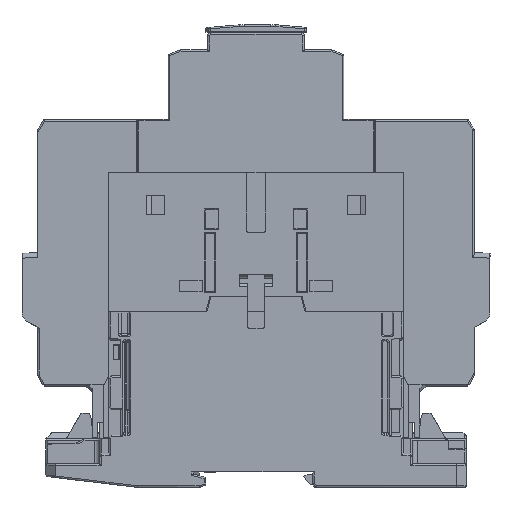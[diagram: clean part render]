
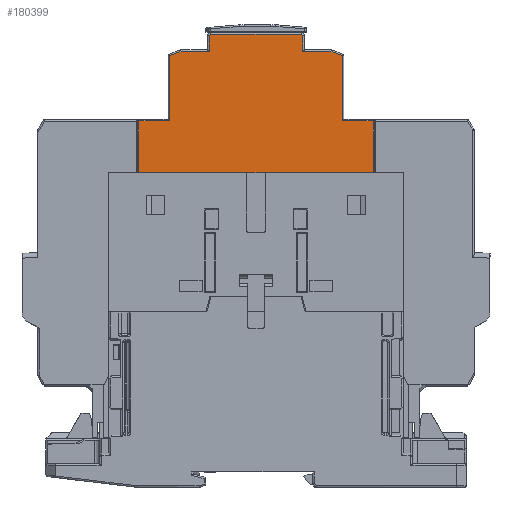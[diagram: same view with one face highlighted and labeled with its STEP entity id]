
A CAD part, left-side view. The second image highlights one B-rep face of the part: STEP entity #180399.
In plain terms, the highlighted planar face has unit normal (-1, 0, 0).
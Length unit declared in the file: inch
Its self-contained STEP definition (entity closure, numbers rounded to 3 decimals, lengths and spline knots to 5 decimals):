
#505 = DIRECTION ( 'NONE',  ( 0., 0.936, 0.351 ) ) ;
#1947 = VECTOR ( 'NONE', #17125, 39.37008 ) ;
#1985 = ORIENTED_EDGE ( 'NONE', *, *, #126376, .T. ) ;
#3052 = VERTEX_POINT ( 'NONE', #160090 ) ;
#3469 = CARTESIAN_POINT ( 'NONE',  ( -1.601, -1.07874, 2.74128 ) ) ;
#5010 = CARTESIAN_POINT ( 'NONE',  ( -1.601, -1.46457, 2.74128 ) ) ;
#10095 = CARTESIAN_POINT ( 'NONE',  ( -1.601, -0.58661, 2.74128 ) ) ;
#11069 = DIRECTION ( 'NONE',  ( 0., 0., 1. ) ) ;
#11203 = LINE ( 'NONE', #41128, #160732 ) ;
#13847 = VERTEX_POINT ( 'NONE', #186925 ) ;
#13943 = ORIENTED_EDGE ( 'NONE', *, *, #118983, .T. ) ;
#16159 = VECTOR ( 'NONE', #128425, 39.37008 ) ;
#16523 = VERTEX_POINT ( 'NONE', #31666 ) ;
#17125 = DIRECTION ( 'NONE',  ( 0., 0., -1. ) ) ;
#18607 = CARTESIAN_POINT ( 'NONE',  ( -1.601, 0.58661, 2.74128 ) ) ;
#23980 = EDGE_CURVE ( 'NONE', #67978, #78328, #70409, .T. ) ;
#27445 = ORIENTED_EDGE ( 'NONE', *, *, #155734, .T. ) ;
#27453 = CARTESIAN_POINT ( 'NONE',  ( -1.601, 1.46457, 2.16352 ) ) ;
#27552 = CARTESIAN_POINT ( 'NONE',  ( -1.601, 0., 3.03163 ) ) ;
#31666 = CARTESIAN_POINT ( 'NONE',  ( -1.601, -0.93738, 3.03163 ) ) ;
#34063 = EDGE_CURVE ( 'NONE', #13847, #82562, #180365, .T. ) ;
#35605 = ORIENTED_EDGE ( 'NONE', *, *, #55534, .T. ) ;
#35900 = EDGE_CURVE ( 'NONE', #174176, #67978, #94549, .T. ) ;
#39481 = DIRECTION ( 'NONE',  ( -1., 0., 0. ) ) ;
#39787 = VERTEX_POINT ( 'NONE', #95056 ) ;
#39878 = ORIENTED_EDGE ( 'NONE', *, *, #189081, .F. ) ;
#41128 = CARTESIAN_POINT ( 'NONE',  ( -1.601, 0., 3.03163 ) ) ;
#43416 = VERTEX_POINT ( 'NONE', #165028 ) ;
#45428 = VECTOR ( 'NONE', #11069, 39.37008 ) ;
#49447 = LINE ( 'NONE', #18607, #88664 ) ;
#52064 = DIRECTION ( 'NONE',  ( 0., -1., 0. ) ) ;
#52412 = ORIENTED_EDGE ( 'NONE', *, *, #112971, .T. ) ;
#55193 = CARTESIAN_POINT ( 'NONE',  ( -1.601, -1.46457, 1.51391 ) ) ;
#55534 = EDGE_CURVE ( 'NONE', #123111, #78129, #49447, .T. ) ;
#55831 = LINE ( 'NONE', #67423, #144384 ) ;
#56065 = CARTESIAN_POINT ( 'NONE',  ( -1.601, 1.07874, 2.16352 ) ) ;
#57025 = ORIENTED_EDGE ( 'NONE', *, *, #141317, .T. ) ;
#57834 = CARTESIAN_POINT ( 'NONE',  ( -1.601, 1.46457, 2.74128 ) ) ;
#58676 = LINE ( 'NONE', #163752, #1947 ) ;
#62762 = DIRECTION ( 'NONE',  ( 0., 1., 0. ) ) ;
#62942 = CARTESIAN_POINT ( 'NONE',  ( -1.601, 1.07874, 2.97862 ) ) ;
#63930 = DIRECTION ( 'NONE',  ( 0., 0., -1. ) ) ;
#65017 = CARTESIAN_POINT ( 'NONE',  ( -1.601, -1.46457, 2.16352 ) ) ;
#67423 = CARTESIAN_POINT ( 'NONE',  ( -1.601, 0.93738, 3.03163 ) ) ;
#67510 = VECTOR ( 'NONE', #78384, 39.37008 ) ;
#67978 = VERTEX_POINT ( 'NONE', #27453 ) ;
#68426 = FACE_OUTER_BOUND ( 'NONE', #108929, .T. ) ;
#69512 = VECTOR ( 'NONE', #150576, 39.37008 ) ;
#69775 = CARTESIAN_POINT ( 'NONE',  ( -1.601, 0.56665, 3.24817 ) ) ;
#70409 = LINE ( 'NONE', #57834, #147555 ) ;
#76191 = ORIENTED_EDGE ( 'NONE', *, *, #113851, .T. ) ;
#77069 = LINE ( 'NONE', #134016, #123109 ) ;
#77437 = VERTEX_POINT ( 'NONE', #65017 ) ;
#78129 = VERTEX_POINT ( 'NONE', #104152 ) ;
#78328 = VERTEX_POINT ( 'NONE', #137851 ) ;
#78384 = DIRECTION ( 'NONE',  ( 0., 0., 1. ) ) ;
#82562 = VERTEX_POINT ( 'NONE', #124119 ) ;
#85155 = EDGE_CURVE ( 'NONE', #78129, #39787, #114389, .T. ) ;
#87934 = ORIENTED_EDGE ( 'NONE', *, *, #99810, .T. ) ;
#88664 = VECTOR ( 'NONE', #63930, 39.37008 ) ;
#89684 = EDGE_CURVE ( 'NONE', #146365, #123111, #151836, .T. ) ;
#91730 = VERTEX_POINT ( 'NONE', #62942 ) ;
#92020 = CARTESIAN_POINT ( 'NONE',  ( -1.601, 0.56665, 3.24817 ) ) ;
#93275 = VECTOR ( 'NONE', #173232, 39.37008 ) ;
#94549 = LINE ( 'NONE', #167874, #150250 ) ;
#95056 = CARTESIAN_POINT ( 'NONE',  ( -1.601, 0.93738, 3.03163 ) ) ;
#99810 = EDGE_CURVE ( 'NONE', #82562, #146365, #178569, .T. ) ;
#99977 = DIRECTION ( 'NONE',  ( 0., 1., 0. ) ) ;
#101767 = ORIENTED_EDGE ( 'NONE', *, *, #117955, .T. ) ;
#103794 = VECTOR ( 'NONE', #135662, 39.37008 ) ;
#104152 = CARTESIAN_POINT ( 'NONE',  ( -1.601, 0.58661, 3.03163 ) ) ;
#104823 = ORIENTED_EDGE ( 'NONE', *, *, #125535, .T. ) ;
#108929 = EDGE_LOOP ( 'NONE', ( #52412, #57025, #123201, #181679, #39878, #76191, #101767, #1985, #13943, #27445, #104823, #122237, #87934, #136225, #35605, #173108 ) ) ;
#110148 = LINE ( 'NONE', #187287, #16159 ) ;
#112530 = VECTOR ( 'NONE', #140917, 39.37008 ) ;
#112971 = EDGE_CURVE ( 'NONE', #39787, #91730, #55831, .T. ) ;
#113851 = EDGE_CURVE ( 'NONE', #182611, #77437, #165189, .T. ) ;
#114389 = LINE ( 'NONE', #27552, #93275 ) ;
#117955 = EDGE_CURVE ( 'NONE', #77437, #3052, #110148, .T. ) ;
#118983 = EDGE_CURVE ( 'NONE', #164246, #16523, #149098, .T. ) ;
#119539 = DIRECTION ( 'NONE',  ( 0., 1., 0. ) ) ;
#120576 = DIRECTION ( 'NONE',  ( 0., 0.707, 0.707 ) ) ;
#121206 = VECTOR ( 'NONE', #505, 39.37008 ) ;
#122237 = ORIENTED_EDGE ( 'NONE', *, *, #34063, .T. ) ;
#123109 = VECTOR ( 'NONE', #119539, 39.37008 ) ;
#123111 = VERTEX_POINT ( 'NONE', #141037 ) ;
#123201 = ORIENTED_EDGE ( 'NONE', *, *, #35900, .T. ) ;
#124119 = CARTESIAN_POINT ( 'NONE',  ( -1.601, -0.56665, 3.24817 ) ) ;
#125535 = EDGE_CURVE ( 'NONE', #43416, #13847, #142298, .T. ) ;
#126266 = DIRECTION ( 'NONE',  ( 0., 0.936, -0.351 ) ) ;
#126376 = EDGE_CURVE ( 'NONE', #3052, #164246, #188840, .T. ) ;
#128425 = DIRECTION ( 'NONE',  ( 0., 1., 0. ) ) ;
#134016 = CARTESIAN_POINT ( 'NONE',  ( -1.601, 0., 1.51391 ) ) ;
#135662 = DIRECTION ( 'NONE',  ( 0., 0., 1. ) ) ;
#136225 = ORIENTED_EDGE ( 'NONE', *, *, #89684, .T. ) ;
#137851 = CARTESIAN_POINT ( 'NONE',  ( -1.601, 1.46457, 1.51391 ) ) ;
#140917 = DIRECTION ( 'NONE',  ( 0., 0.707, -0.707 ) ) ;
#141037 = CARTESIAN_POINT ( 'NONE',  ( -1.601, 0.58661, 3.2282 ) ) ;
#141317 = EDGE_CURVE ( 'NONE', #91730, #174176, #58676, .T. ) ;
#142298 = LINE ( 'NONE', #10095, #45428 ) ;
#144384 = VECTOR ( 'NONE', #126266, 39.37008 ) ;
#146129 = AXIS2_PLACEMENT_3D ( 'NONE', #187089, #39481, #52064 ) ;
#146365 = VERTEX_POINT ( 'NONE', #69775 ) ;
#147555 = VECTOR ( 'NONE', #189047, 39.37008 ) ;
#149098 = LINE ( 'NONE', #152657, #121206 ) ;
#150250 = VECTOR ( 'NONE', #62762, 39.37008 ) ;
#150576 = DIRECTION ( 'NONE',  ( 0., 1., 0. ) ) ;
#151836 = LINE ( 'NONE', #92020, #112530 ) ;
#152391 = CARTESIAN_POINT ( 'NONE',  ( -1.601, -1.07874, 2.97862 ) ) ;
#152657 = CARTESIAN_POINT ( 'NONE',  ( -1.601, -1.07874, 2.97862 ) ) ;
#155734 = EDGE_CURVE ( 'NONE', #16523, #43416, #11203, .T. ) ;
#156176 = VECTOR ( 'NONE', #120576, 39.37008 ) ;
#160090 = CARTESIAN_POINT ( 'NONE',  ( -1.601, -1.07874, 2.16352 ) ) ;
#160732 = VECTOR ( 'NONE', #99977, 39.37008 ) ;
#163752 = CARTESIAN_POINT ( 'NONE',  ( -1.601, 1.07874, 2.74128 ) ) ;
#164246 = VERTEX_POINT ( 'NONE', #152391 ) ;
#165028 = CARTESIAN_POINT ( 'NONE',  ( -1.601, -0.58661, 3.03163 ) ) ;
#165189 = LINE ( 'NONE', #5010, #67510 ) ;
#166851 = CARTESIAN_POINT ( 'NONE',  ( -1.601, -0.58661, 3.2282 ) ) ;
#167874 = CARTESIAN_POINT ( 'NONE',  ( -1.601, 0., 2.16352 ) ) ;
#173108 = ORIENTED_EDGE ( 'NONE', *, *, #85155, .T. ) ;
#173232 = DIRECTION ( 'NONE',  ( 0., 1., 0. ) ) ;
#174176 = VERTEX_POINT ( 'NONE', #56065 ) ;
#178569 = LINE ( 'NONE', #179508, #69512 ) ;
#179508 = CARTESIAN_POINT ( 'NONE',  ( -1.601, 0., 3.24817 ) ) ;
#180365 = LINE ( 'NONE', #166851, #156176 ) ;
#180399 = ADVANCED_FACE ( 'NONE', ( #68426 ), #184206, .T. ) ;
#181679 = ORIENTED_EDGE ( 'NONE', *, *, #23980, .T. ) ;
#182611 = VERTEX_POINT ( 'NONE', #55193 ) ;
#184206 = PLANE ( 'NONE',  #146129 ) ;
#186925 = CARTESIAN_POINT ( 'NONE',  ( -1.601, -0.58661, 3.2282 ) ) ;
#187089 = CARTESIAN_POINT ( 'NONE',  ( -1.601, 0., 2.74128 ) ) ;
#187287 = CARTESIAN_POINT ( 'NONE',  ( -1.601, 0., 2.16352 ) ) ;
#188840 = LINE ( 'NONE', #3469, #103794 ) ;
#189047 = DIRECTION ( 'NONE',  ( 0., 0., -1. ) ) ;
#189081 = EDGE_CURVE ( 'NONE', #182611, #78328, #77069, .T. ) ;
